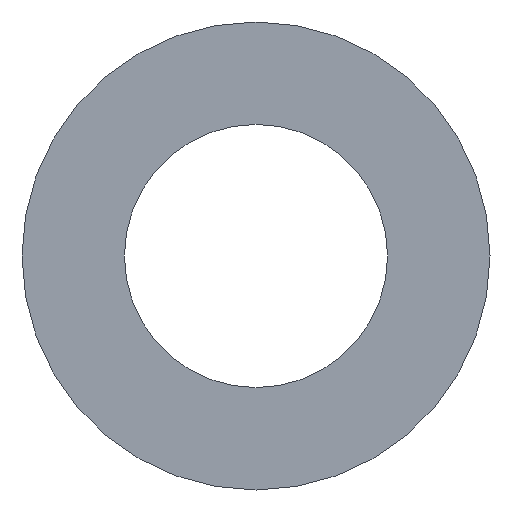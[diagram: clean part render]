
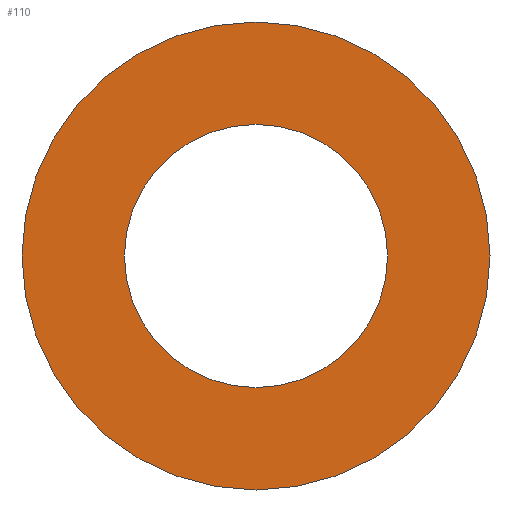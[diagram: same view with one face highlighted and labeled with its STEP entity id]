
A CAD part, front view. The second image highlights one B-rep face of the part: STEP entity #110.
In plain terms, the highlighted planar face has unit normal (0, -1, 0).
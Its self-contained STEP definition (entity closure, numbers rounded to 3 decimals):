
#3 = CARTESIAN_POINT ( 'NONE',  ( 0., -2.5, -12. ) ) ;
#13 = DIRECTION ( 'NONE',  ( 0., 1., 0. ) ) ;
#14 = EDGE_CURVE ( 'NONE', #228, #28, #167, .T. ) ;
#22 = EDGE_CURVE ( 'NONE', #136, #219, #161, .T. ) ;
#24 = CARTESIAN_POINT ( 'NONE',  ( 0., -2.5, -6.75 ) ) ;
#25 = EDGE_CURVE ( 'NONE', #219, #136, #178, .T. ) ;
#26 = AXIS2_PLACEMENT_3D ( 'NONE', #160, #184, #143 ) ;
#28 = VERTEX_POINT ( 'NONE', #92 ) ;
#34 = DIRECTION ( 'NONE',  ( 0., 1., 0. ) ) ;
#38 = DIRECTION ( 'NONE',  ( 0., 0., 1. ) ) ;
#46 = ORIENTED_EDGE ( 'NONE', *, *, #94, .T. ) ;
#54 = DIRECTION ( 'NONE',  ( 0., 0., 1. ) ) ;
#56 = AXIS2_PLACEMENT_3D ( 'NONE', #172, #243, #54 ) ;
#92 = CARTESIAN_POINT ( 'NONE',  ( 0., -2.5, 6.75 ) ) ;
#94 = EDGE_CURVE ( 'NONE', #28, #228, #206, .T. ) ;
#95 = DIRECTION ( 'NONE',  ( 0., 0., 1. ) ) ;
#99 = EDGE_LOOP ( 'NONE', ( #134, #195 ) ) ;
#105 = PLANE ( 'NONE',  #26 ) ;
#106 = AXIS2_PLACEMENT_3D ( 'NONE', #210, #34, #38 ) ;
#110 = ADVANCED_FACE ( 'NONE', ( #138, #162 ), #105, .F. ) ;
#113 = ORIENTED_EDGE ( 'NONE', *, *, #14, .T. ) ;
#116 = CARTESIAN_POINT ( 'NONE',  ( 0., -2.5, 12. ) ) ;
#130 = AXIS2_PLACEMENT_3D ( 'NONE', #226, #150, #131 ) ;
#131 = DIRECTION ( 'NONE',  ( 0., 0., 1. ) ) ;
#134 = ORIENTED_EDGE ( 'NONE', *, *, #25, .F. ) ;
#136 = VERTEX_POINT ( 'NONE', #3 ) ;
#138 = FACE_OUTER_BOUND ( 'NONE', #99, .T. ) ;
#143 = DIRECTION ( 'NONE',  ( 0., 0., 1. ) ) ;
#150 = DIRECTION ( 'NONE',  ( 0., 1., 0. ) ) ;
#160 = CARTESIAN_POINT ( 'NONE',  ( 6.75, -2.5, 0. ) ) ;
#161 = CIRCLE ( 'NONE', #56, 12. ) ;
#162 = FACE_BOUND ( 'NONE', #208, .T. ) ;
#167 = CIRCLE ( 'NONE', #232, 6.75 ) ;
#172 = CARTESIAN_POINT ( 'NONE',  ( 0., -2.5, 0. ) ) ;
#178 = CIRCLE ( 'NONE', #106, 12. ) ;
#184 = DIRECTION ( 'NONE',  ( 0., 1., 0. ) ) ;
#195 = ORIENTED_EDGE ( 'NONE', *, *, #22, .F. ) ;
#206 = CIRCLE ( 'NONE', #130, 6.75 ) ;
#208 = EDGE_LOOP ( 'NONE', ( #46, #113 ) ) ;
#210 = CARTESIAN_POINT ( 'NONE',  ( 0., -2.5, 0. ) ) ;
#211 = CARTESIAN_POINT ( 'NONE',  ( 0., -2.5, 0. ) ) ;
#219 = VERTEX_POINT ( 'NONE', #116 ) ;
#226 = CARTESIAN_POINT ( 'NONE',  ( 0., -2.5, 0. ) ) ;
#228 = VERTEX_POINT ( 'NONE', #24 ) ;
#232 = AXIS2_PLACEMENT_3D ( 'NONE', #211, #13, #95 ) ;
#243 = DIRECTION ( 'NONE',  ( 0., 1., 0. ) ) ;
